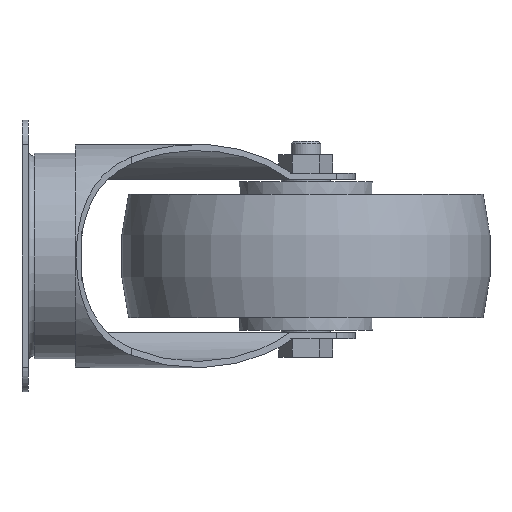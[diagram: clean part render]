
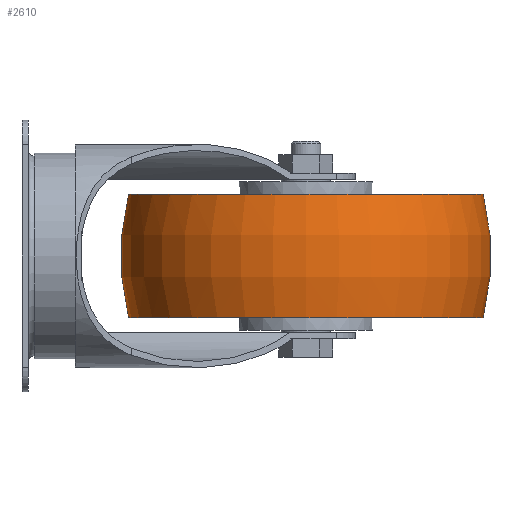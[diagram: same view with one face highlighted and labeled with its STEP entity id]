
A CAD part, left-side view. The second image highlights one B-rep face of the part: STEP entity #2610.
In plain terms, the highlighted toroidal (fillet/blend) face has major radius 25 mm and minor radius 100 mm.
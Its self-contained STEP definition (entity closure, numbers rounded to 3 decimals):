
#21=DEGENERATE_TOROIDAL_SURFACE('',#2842,25.,100.,
 .F.);
#969=ORIENTED_EDGE('',*,*,#1587,.T.);
#970=ORIENTED_EDGE('',*,*,#1588,.F.);
#1587=EDGE_CURVE('',#1915,#1915,#2088,.T.);
#1588=EDGE_CURVE('',#1916,#1916,#2089,.T.);
#1915=VERTEX_POINT('',#4244);
#1916=VERTEX_POINT('',#4247);
#2088=CIRCLE('',#2841,71.825);
#2089=CIRCLE('',#2843,71.825);
#2218=EDGE_LOOP('',(#969));
#2219=EDGE_LOOP('',(#970));
#2397=FACE_BOUND('',#2218,.T.);
#2398=FACE_BOUND('',#2219,.T.);
#2610=ADVANCED_FACE('',(#2397,#2398),#21,.F.);
#2841=AXIS2_PLACEMENT_3D('',#4243,#3378,#3379);
#2842=AXIS2_PLACEMENT_3D('',#4245,#3380,#3381);
#2843=AXIS2_PLACEMENT_3D('',#4246,#3382,#3383);
#3378=DIRECTION('',(0.,0.,-1.));
#3379=DIRECTION('',(-1.,0.,0.));
#3380=DIRECTION('',(0.,0.,-1.));
#3381=DIRECTION('',(-1.,0.,0.));
#3382=DIRECTION('',(0.,0.,-1.));
#3383=DIRECTION('',(-1.,0.,0.));
#4243=CARTESIAN_POINT('',(0.,0.,25.));
#4244=CARTESIAN_POINT('',(-71.825,0.,25.));
#4245=CARTESIAN_POINT('',(0.,0.,0.));
#4246=CARTESIAN_POINT('',(0.,0.,-25.));
#4247=CARTESIAN_POINT('',(-71.825,0.,-25.));
